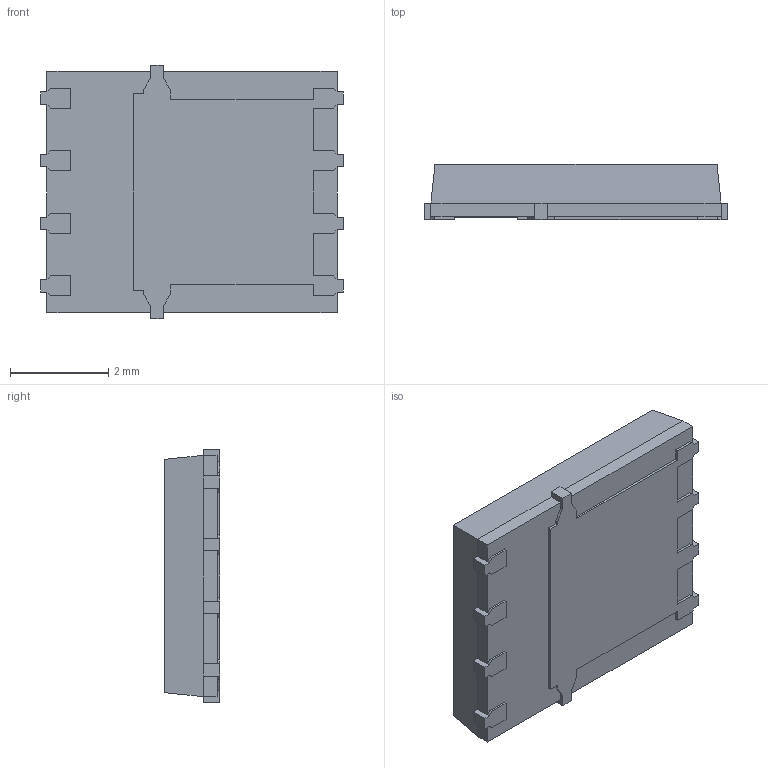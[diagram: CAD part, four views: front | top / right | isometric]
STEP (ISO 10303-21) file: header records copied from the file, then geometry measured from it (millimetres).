
FILE_DESCRIPTION (( 'STEP AP214' ), '1' );
FILE_NAME ('SIR826ADP-T1-GE3.STEP', '2021-01-17T23:37:30', ( '' ), ( '' ), 'SwSTEP 2.0', 'SolidWorks 2017', '' );
FILE_SCHEMA (( 'AUTOMOTIVE_DESIGN' ));
Length unit declared in the file: inch
Products named in the file (1): SIR826ADP-T1-GE3
Bounding box: 6.15 x 1.12 x 5.16 mm (x, y, z)
Volume: 31 mm3; surface area: 128 mm2
Topology: 7 solids, 7 shells, 189 faces, 498 edges, 324 vertices
Faces by surface type: plane 185, cylinder 4
Entity records: 5976 total; most frequent: CARTESIAN_POINT 1012, ORIENTED_EDGE 996, DIRECTION 886, EDGE_CURVE 498, LINE 490, VECTOR 490, VERTEX_POINT 324, AXIS2_PLACEMENT_3D 198
